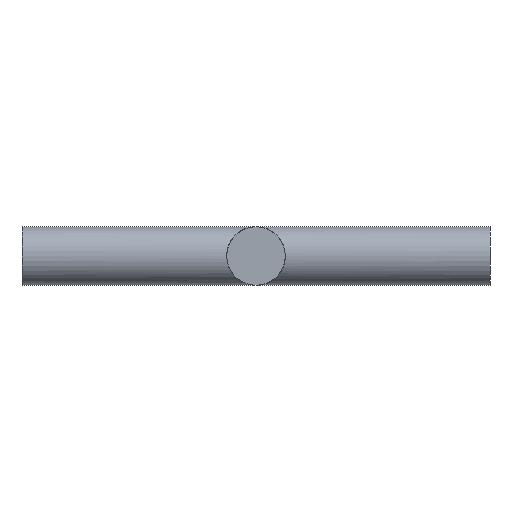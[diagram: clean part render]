
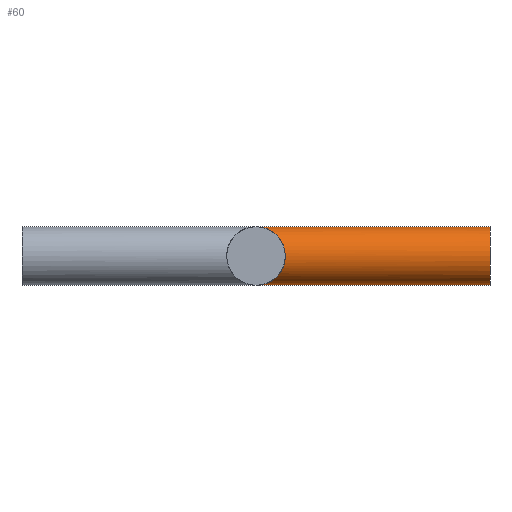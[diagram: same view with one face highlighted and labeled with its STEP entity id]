
A CAD part, front view. The second image highlights one B-rep face of the part: STEP entity #60.
In plain terms, the highlighted cylindrical face has radius 2.5 mm (diameter 5 mm), a partial arc.
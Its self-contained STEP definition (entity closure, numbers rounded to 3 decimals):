
#11 = EDGE_LOOP ( 'NONE', ( #138, #102, #142, #101 ) ) ;
#13 = DIRECTION ( 'NONE',  ( 0., 0., 1. ) ) ;
#22 = VERTEX_POINT ( 'NONE', #73 ) ;
#29 = DIRECTION ( 'NONE',  ( 1., 0., 0. ) ) ;
#36 = VERTEX_POINT ( 'NONE', #41 ) ;
#39 = VECTOR ( 'NONE', #181, 1000. ) ;
#41 = CARTESIAN_POINT ( 'NONE',  ( 20., 75., -2.5 ) ) ;
#60 = ADVANCED_FACE ( 'NONE', ( #217 ), #183, .T. ) ;
#61 = AXIS2_PLACEMENT_3D ( 'NONE', #122, #164, #13 ) ;
#62 = CARTESIAN_POINT ( 'NONE',  ( 5., 70., 2.5 ) ) ;
#65 = EDGE_CURVE ( 'NONE', #216, #104, #201, .T. ) ;
#73 = CARTESIAN_POINT ( 'NONE',  ( 0., 75., -2.5 ) ) ;
#79 = LINE ( 'NONE', #136, #210 ) ;
#82 = CIRCLE ( 'NONE', #135, 2.5 ) ;
#101 = ORIENTED_EDGE ( 'NONE', *, *, #158, .T. ) ;
#102 = ORIENTED_EDGE ( 'NONE', *, *, #165, .F. ) ;
#104 = VERTEX_POINT ( 'NONE', #204 ) ;
#116 = DIRECTION ( 'NONE',  ( -1., 0., 0. ) ) ;
#117 = CARTESIAN_POINT ( 'NONE',  ( 5., 70., -2.5 ) ) ;
#122 = CARTESIAN_POINT ( 'NONE',  ( 20., 75., 0. ) ) ;
#128 = CARTESIAN_POINT ( 'NONE',  ( 20., 75., 0. ) ) ;
#131 = CARTESIAN_POINT ( 'NONE',  ( 0., 75., 2.5 ) ) ;
#135 = AXIS2_PLACEMENT_3D ( 'NONE', #128, #29, #203 ) ;
#136 = CARTESIAN_POINT ( 'NONE',  ( 20., 75., -2.5 ) ) ;
#138 = ORIENTED_EDGE ( 'NONE', *, *, #149, .F. ) ;
#142 = ORIENTED_EDGE ( 'NONE', *, *, #65, .T. ) ;
#147 = CARTESIAN_POINT ( 'NONE',  ( 20., 75., 2.5 ) ) ;
#149 = EDGE_CURVE ( 'NONE', #36, #22, #79, .T. ) ;
#158 = EDGE_CURVE ( 'NONE', #104, #22, #213, .T. ) ;
#164 = DIRECTION ( 'NONE',  ( -1., 0., 0. ) ) ;
#165 = EDGE_CURVE ( 'NONE', #216, #36, #82, .T. ) ;
#181 = DIRECTION ( 'NONE',  ( -1., 0., 0. ) ) ;
#183 = CYLINDRICAL_SURFACE ( 'NONE', #61, 2.5 ) ;
#189 = CARTESIAN_POINT ( 'NONE',  ( 0., 75., -2.5 ) ) ;
#201 = LINE ( 'NONE', #147, #39 ) ;
#203 = DIRECTION ( 'NONE',  ( 0., 0., -1. ) ) ;
#204 = CARTESIAN_POINT ( 'NONE',  ( 0., 75., 2.5 ) ) ;
#210 = VECTOR ( 'NONE', #116, 1000. ) ;
#212 = CARTESIAN_POINT ( 'NONE',  ( 20., 75., 2.5 ) ) ;
#213 =( BOUNDED_CURVE ( )  B_SPLINE_CURVE ( 3, ( #131, #62, #117, #189 ),
 .UNSPECIFIED., .F., .F. ) 
 B_SPLINE_CURVE_WITH_KNOTS ( ( 4, 4 ),
 ( 4.712, 7.854 ),
 .UNSPECIFIED. ) 
 CURVE ( )  GEOMETRIC_REPRESENTATION_ITEM ( )  RATIONAL_B_SPLINE_CURVE ( ( 1., 0.333, 0.333, 1. ) ) 
 REPRESENTATION_ITEM ( '' )  );
#216 = VERTEX_POINT ( 'NONE', #212 ) ;
#217 = FACE_OUTER_BOUND ( 'NONE', #11, .T. ) ;
